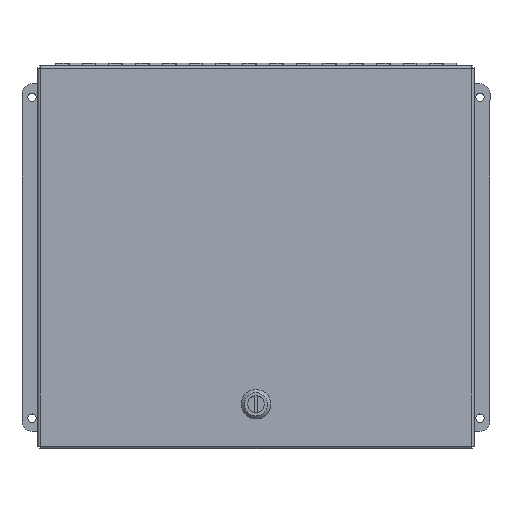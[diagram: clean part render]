
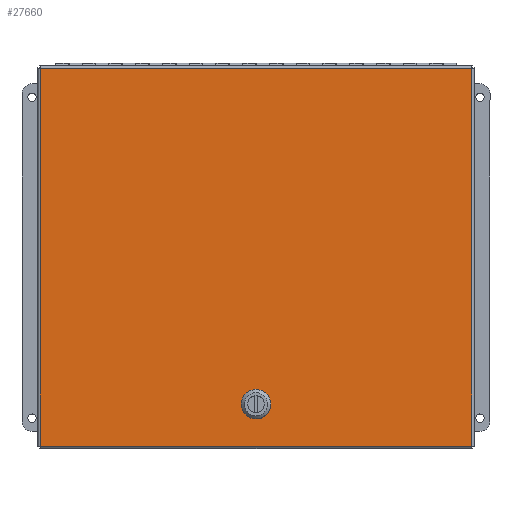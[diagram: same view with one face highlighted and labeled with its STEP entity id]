
A CAD part, top view. The second image highlights one B-rep face of the part: STEP entity #27660.
In plain terms, the highlighted planar face has unit normal (0, 0, 1).
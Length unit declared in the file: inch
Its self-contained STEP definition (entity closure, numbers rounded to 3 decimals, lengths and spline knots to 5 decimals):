
#774 = FACE_BOUND ( 'NONE', #44258, .T. ) ;
#975 = VERTEX_POINT ( 'NONE', #27947 ) ;
#1476 = CIRCLE ( 'NONE', #21590, 0.45 ) ;
#1520 = CARTESIAN_POINT ( 'NONE',  ( -4., 4.06285, 3.3425 ) ) ;
#1904 = EDGE_LOOP ( 'NONE', ( #28787, #28698, #18769, #12226 ) ) ;
#2150 = ORIENTED_EDGE ( 'NONE', *, *, #11043, .T. ) ;
#2323 = CARTESIAN_POINT ( 'NONE',  ( -4.20616, -8.0939, 3.3425 ) ) ;
#2621 = CARTESIAN_POINT ( 'NONE',  ( -4.4, -8.70006, 3.3425 ) ) ;
#3101 = CARTESIAN_POINT ( 'NONE',  ( -4., -10.06065, 3.3425 ) ) ;
#3363 = DIRECTION ( 'NONE',  ( 0., -1., 0. ) ) ;
#3395 = CARTESIAN_POINT ( 'NONE',  ( -4.4, -8.70006, 3.3425 ) ) ;
#3564 = CARTESIAN_POINT ( 'NONE',  ( 4.06175, 4.06285, 3.3425 ) ) ;
#3822 = VERTEX_POINT ( 'NONE', #3564 ) ;
#4104 = CARTESIAN_POINT ( 'NONE',  ( 4.06175, -2.9989, 3.3425 ) ) ;
#4484 = EDGE_CURVE ( 'NONE', #42956, #975, #37808, .T. ) ;
#5015 = DIRECTION ( 'NONE',  ( 1., 0., 0. ) ) ;
#6219 = LINE ( 'NONE', #3395, #19275 ) ;
#6387 = DIRECTION ( 'NONE',  ( 0., 0., -1. ) ) ;
#7297 = DIRECTION ( 'NONE',  ( 0., -1., 0. ) ) ;
#7522 = CIRCLE ( 'NONE', #17171, 0.45 ) ;
#7914 = LINE ( 'NONE', #37834, #25371 ) ;
#8122 = DIRECTION ( 'NONE',  ( 0., -1., 0. ) ) ;
#8880 = CARTESIAN_POINT ( 'NONE',  ( 4.06175, -10.06065, 3.3425 ) ) ;
#9495 = DIRECTION ( 'NONE',  ( 0., -1., 0. ) ) ;
#10830 = EDGE_CURVE ( 'NONE', #13162, #29658, #7914, .T. ) ;
#11043 = EDGE_CURVE ( 'NONE', #29658, #30205, #16549, .T. ) ;
#12027 = EDGE_CURVE ( 'NONE', #12219, #41200, #43521, .T. ) ;
#12035 = CARTESIAN_POINT ( 'NONE',  ( -4., -2.9989, 3.3425 ) ) ;
#12219 = VERTEX_POINT ( 'NONE', #39349 ) ;
#12226 = ORIENTED_EDGE ( 'NONE', *, *, #4484, .F. ) ;
#13162 = VERTEX_POINT ( 'NONE', #13275 ) ;
#13208 = CARTESIAN_POINT ( 'NONE',  ( -4., -8.4939, 3.3425 ) ) ;
#13275 = CARTESIAN_POINT ( 'NONE',  ( -3.79384, -8.8939, 3.3425 ) ) ;
#13666 = DIRECTION ( 'NONE',  ( 0., 1., 0. ) ) ;
#14143 = LINE ( 'NONE', #1520, #26201 ) ;
#14408 = CARTESIAN_POINT ( 'NONE',  ( -4.4, -8.28774, 3.3425 ) ) ;
#15935 = DIRECTION ( 'NONE',  ( 0., -1., 0. ) ) ;
#16029 = LINE ( 'NONE', #35830, #29153 ) ;
#16549 = CIRCLE ( 'NONE', #21539, 0.45 ) ;
#17171 = AXIS2_PLACEMENT_3D ( 'NONE', #13208, #6387, #3363 ) ;
#18428 = DIRECTION ( 'NONE',  ( 1., 0., 0. ) ) ;
#18769 = ORIENTED_EDGE ( 'NONE', *, *, #19005, .F. ) ;
#18859 = CARTESIAN_POINT ( 'NONE',  ( -4., -8.4939, 3.3425 ) ) ;
#19005 = EDGE_CURVE ( 'NONE', #975, #32555, #36462, .T. ) ;
#19039 = PLANE ( 'NONE',  #36967 ) ;
#19275 = VECTOR ( 'NONE', #13666, 39.37008 ) ;
#20149 = ORIENTED_EDGE ( 'NONE', *, *, #35798, .T. ) ;
#20602 = VECTOR ( 'NONE', #34913, 39.37008 ) ;
#21539 = AXIS2_PLACEMENT_3D ( 'NONE', #18859, #39207, #15935 ) ;
#21590 = AXIS2_PLACEMENT_3D ( 'NONE', #32259, #22138, #8122 ) ;
#22138 = DIRECTION ( 'NONE',  ( 0., 0., -1. ) ) ;
#23079 = CARTESIAN_POINT ( 'NONE',  ( -4., -8.4939, 3.3425 ) ) ;
#23225 = DIRECTION ( 'NONE',  ( 0., 0., -1. ) ) ;
#23811 = ORIENTED_EDGE ( 'NONE', *, *, #12027, .T. ) ;
#25371 = VECTOR ( 'NONE', #42359, 39.37008 ) ;
#26201 = VECTOR ( 'NONE', #5015, 39.37008 ) ;
#26304 = EDGE_CURVE ( 'NONE', #3822, #42956, #43664, .T. ) ;
#26498 = ORIENTED_EDGE ( 'NONE', *, *, #38908, .T. ) ;
#27096 = CARTESIAN_POINT ( 'NONE',  ( -3.6, -8.70006, 3.3425 ) ) ;
#27660 = ADVANCED_FACE ( 'NONE', ( #774, #35082 ), #19039, .F. ) ;
#27947 = CARTESIAN_POINT ( 'NONE',  ( -12.06175, -10.06065, 3.3425 ) ) ;
#28698 = ORIENTED_EDGE ( 'NONE', *, *, #44021, .F. ) ;
#28787 = ORIENTED_EDGE ( 'NONE', *, *, #26304, .F. ) ;
#29153 = VECTOR ( 'NONE', #18428, 39.37008 ) ;
#29658 = VERTEX_POINT ( 'NONE', #43951 ) ;
#30067 = AXIS2_PLACEMENT_3D ( 'NONE', #23079, #23225, #9495 ) ;
#30205 = VERTEX_POINT ( 'NONE', #2621 ) ;
#30476 = CIRCLE ( 'NONE', #30067, 0.45 ) ;
#30565 = VERTEX_POINT ( 'NONE', #14408 ) ;
#32025 = CARTESIAN_POINT ( 'NONE',  ( -3.6, -8.28774, 3.3425 ) ) ;
#32259 = CARTESIAN_POINT ( 'NONE',  ( -4., -8.4939, 3.3425 ) ) ;
#32555 = VERTEX_POINT ( 'NONE', #39684 ) ;
#33096 = DIRECTION ( 'NONE',  ( 0., 0., -1. ) ) ;
#33131 = ORIENTED_EDGE ( 'NONE', *, *, #40955, .T. ) ;
#33733 = CARTESIAN_POINT ( 'NONE',  ( -12.06175, -2.9989, 3.3425 ) ) ;
#34486 = DIRECTION ( 'NONE',  ( -1., 0., 0. ) ) ;
#34721 = CARTESIAN_POINT ( 'NONE',  ( -3.79384, -8.0939, 3.3425 ) ) ;
#34913 = DIRECTION ( 'NONE',  ( 0., -1., 0. ) ) ;
#35082 = FACE_OUTER_BOUND ( 'NONE', #1904, .T. ) ;
#35798 = EDGE_CURVE ( 'NONE', #43553, #38030, #16029, .T. ) ;
#35830 = CARTESIAN_POINT ( 'NONE',  ( -4.20616, -8.0939, 3.3425 ) ) ;
#36462 = LINE ( 'NONE', #33733, #39211 ) ;
#36967 = AXIS2_PLACEMENT_3D ( 'NONE', #12035, #33096, #39527 ) ;
#37468 = ORIENTED_EDGE ( 'NONE', *, *, #44653, .T. ) ;
#37808 = LINE ( 'NONE', #3101, #41597 ) ;
#37834 = CARTESIAN_POINT ( 'NONE',  ( -3.79384, -8.8939, 3.3425 ) ) ;
#38030 = VERTEX_POINT ( 'NONE', #34721 ) ;
#38789 = ORIENTED_EDGE ( 'NONE', *, *, #10830, .T. ) ;
#38908 = EDGE_CURVE ( 'NONE', #30205, #30565, #6219, .T. ) ;
#39207 = DIRECTION ( 'NONE',  ( 0., 0., -1. ) ) ;
#39211 = VECTOR ( 'NONE', #44818, 39.37008 ) ;
#39333 = VECTOR ( 'NONE', #7297, 39.37008 ) ;
#39349 = CARTESIAN_POINT ( 'NONE',  ( -3.6, -8.28774, 3.3425 ) ) ;
#39527 = DIRECTION ( 'NONE',  ( 0., -1., 0. ) ) ;
#39684 = CARTESIAN_POINT ( 'NONE',  ( -12.06175, 4.06285, 3.3425 ) ) ;
#40955 = EDGE_CURVE ( 'NONE', #30565, #43553, #7522, .T. ) ;
#41200 = VERTEX_POINT ( 'NONE', #27096 ) ;
#41494 = EDGE_CURVE ( 'NONE', #38030, #12219, #1476, .T. ) ;
#41597 = VECTOR ( 'NONE', #34486, 39.37008 ) ;
#42359 = DIRECTION ( 'NONE',  ( -1., 0., 0. ) ) ;
#42956 = VERTEX_POINT ( 'NONE', #8880 ) ;
#43521 = LINE ( 'NONE', #32025, #20602 ) ;
#43553 = VERTEX_POINT ( 'NONE', #2323 ) ;
#43664 = LINE ( 'NONE', #4104, #39333 ) ;
#43951 = CARTESIAN_POINT ( 'NONE',  ( -4.20616, -8.8939, 3.3425 ) ) ;
#44021 = EDGE_CURVE ( 'NONE', #32555, #3822, #14143, .T. ) ;
#44258 = EDGE_LOOP ( 'NONE', ( #20149, #44639, #23811, #37468, #38789, #2150, #26498, #33131 ) ) ;
#44639 = ORIENTED_EDGE ( 'NONE', *, *, #41494, .T. ) ;
#44653 = EDGE_CURVE ( 'NONE', #41200, #13162, #30476, .T. ) ;
#44818 = DIRECTION ( 'NONE',  ( 0., 1., 0. ) ) ;
